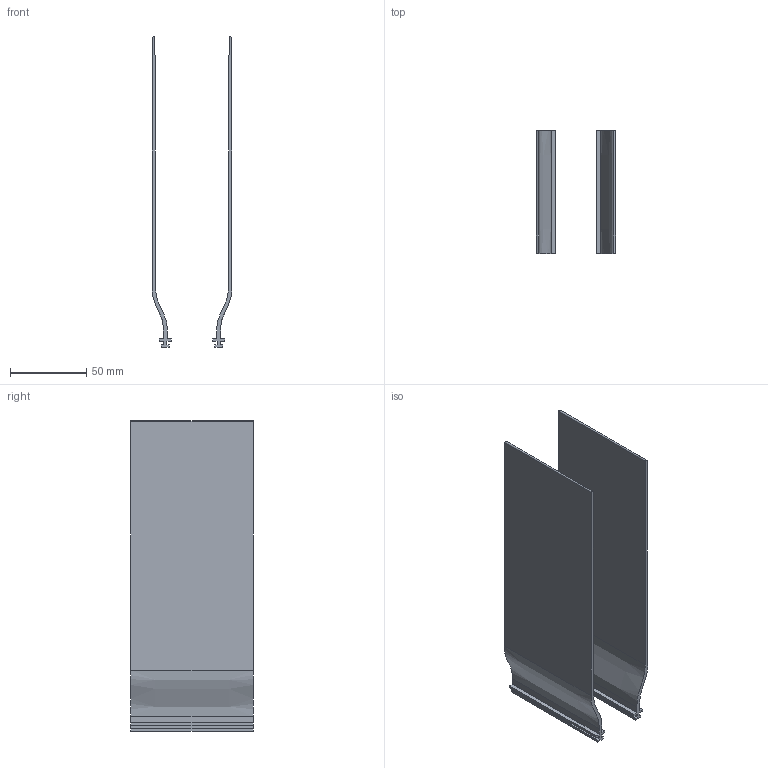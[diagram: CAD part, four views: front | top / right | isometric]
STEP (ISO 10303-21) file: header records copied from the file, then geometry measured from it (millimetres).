
FILE_DESCRIPTION(('CATIA V5 STEP Exchange'),'2;1');
FILE_NAME('1SDH001295R0661_1PA_001_00_XT4_3P_WITHDRAWABLE_PS_200mm_SUP.stp','2014-11-11T15:33:16+00:00',('none'),('none'),'CATIA Version 5 Release 20 SP 1 (IN-10)','CATIA V5 STEP AP214','none');
FILE_SCHEMA(('AUTOMOTIVE_DESIGN { 1 0 10303 214 1 1 1 1 }'));
Length unit declared in the file: millimetre
Products named in the file (1): 1SDH001295R0661_1PA_001_00_XT4_3P_WITHDRAWABLE_PS_200mm_SUP
Bounding box: 52.39 x 80.5 x 203.8 mm (x, y, z)
Volume: 68044.8 mm3; surface area: 70924.8 mm2
Topology: 2 solids, 2 shells, 44 faces, 120 edges, 80 vertices
Faces by surface type: plane 38, extrusion 4, cylinder 2
Entity records: 1381 total; most frequent: CARTESIAN_POINT 294, ORIENTED_EDGE 240, DIRECTION 174, EDGE_CURVE 120, VECTOR 112, LINE 108, VERTEX_POINT 80, ADVANCED_FACE 44
